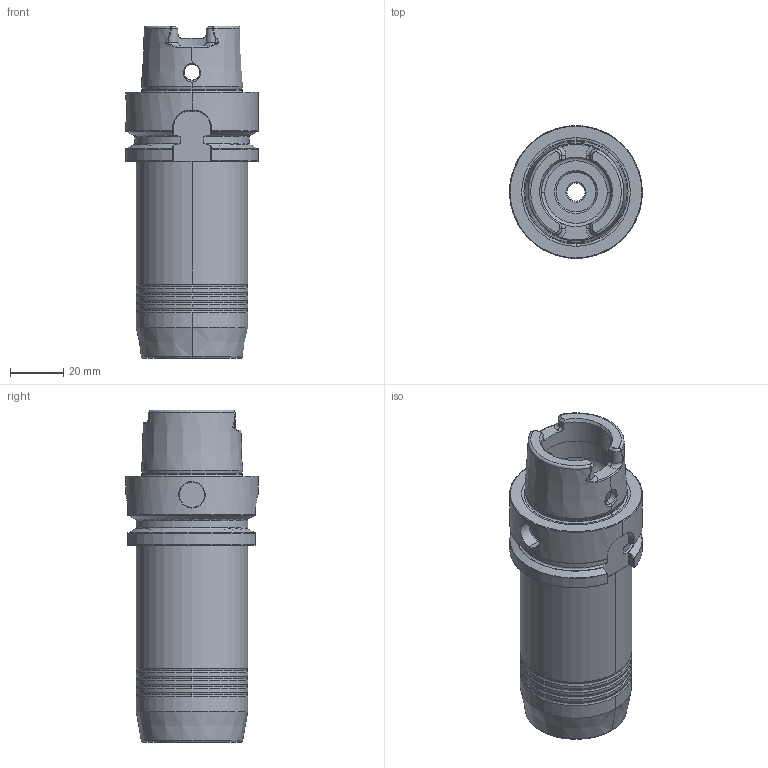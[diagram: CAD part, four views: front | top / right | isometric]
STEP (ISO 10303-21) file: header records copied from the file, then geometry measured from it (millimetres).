
FILE_DESCRIPTION (( 'STEP AP214' ), '1' );
FILE_NAME ('77.A50.020 x=100_step.STEP', '2021-06-10T20:58:17', ( '' ), ( '' ), 'SwSTEP 2.0', 'SolidWorks 2018', '' );
FILE_SCHEMA (( 'AUTOMOTIVE_DESIGN' ));
Length unit declared in the file: millimetre
Products named in the file (1): 77.A50.020 x=100_step
Bounding box: 49.95 x 49.95 x 124.9 mm (x, y, z)
Volume: 130492.4 mm3; surface area: 28680.8 mm2
Topology: 1 solids, 1 shells, 306 faces, 753 edges, 437 vertices
Faces by surface type: bspline 85, cylinder 61, torus 60, plane 59, cone 41
Entity records: 17775 total; most frequent: CARTESIAN_POINT 11165, ORIENTED_EDGE 1478, DIRECTION 1092, EDGE_CURVE 739, AXIS2_PLACEMENT_3D 473, VERTEX_POINT 437, B_SPLINE_CURVE_WITH_KNOTS 316, EDGE_LOOP 314
